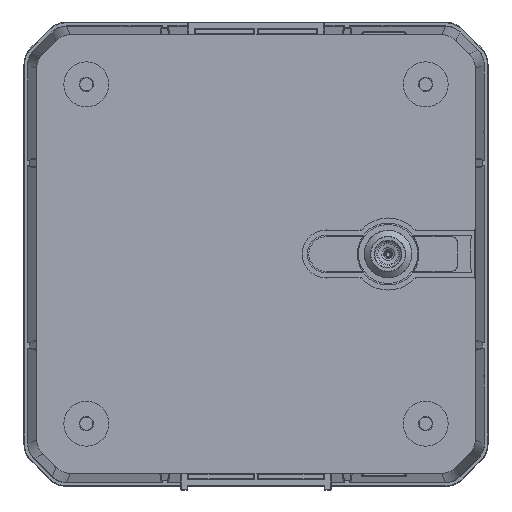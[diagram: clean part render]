
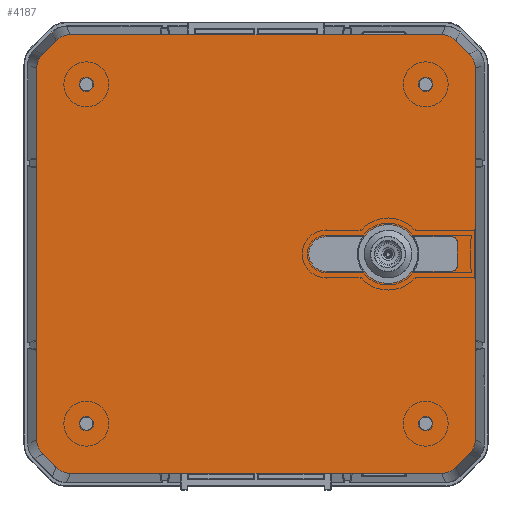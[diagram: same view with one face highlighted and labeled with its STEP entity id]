
A CAD part, top view. The second image highlights one B-rep face of the part: STEP entity #4187.
In plain terms, the highlighted face is planar.
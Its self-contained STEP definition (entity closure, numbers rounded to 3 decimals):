
#4187=ADVANCED_FACE('',(#4821,#4822,#4823,#4824,#4825,#4826),#4549,.T.);
#4549=PLANE('',#24088);
#4821=FACE_BOUND('',#6385,.T.);
#4822=FACE_BOUND('',#6386,.T.);
#4823=FACE_BOUND('',#6387,.T.);
#4824=FACE_BOUND('',#6388,.T.);
#4825=FACE_BOUND('',#6389,.T.);
#4826=FACE_BOUND('',#6390,.T.);
#6385=EDGE_LOOP('',(#15231));
#6386=EDGE_LOOP('',(#15232));
#6387=EDGE_LOOP('',(#15233));
#6388=EDGE_LOOP('',(#15234));
#6389=EDGE_LOOP('',(#15235,#15236,#15237,#15238,#15239,#15240,#15241,#15242,
#15243,#15244,#15245,#15246,#15247,#15248,#15249,#15250));
#6390=EDGE_LOOP('',(#15251,#15252,#15253,#15254,#15255,#15256,#15257,#15258,
#15259,#15260));
#7606=LINE('',#48037,#8833);
#7607=LINE('',#48042,#8834);
#7608=LINE('',#48046,#8835);
#7609=LINE('',#48050,#8836);
#7610=LINE('',#48054,#8837);
#7611=LINE('',#48058,#8838);
#7612=LINE('',#48062,#8839);
#7613=LINE('',#48066,#8840);
#7614=LINE('',#48069,#8841);
#7615=LINE('',#48074,#8842);
#7616=LINE('',#48078,#8843);
#7617=LINE('',#48082,#8844);
#7618=LINE('',#48086,#8845);
#8833=VECTOR('',#30530,1.);
#8834=VECTOR('',#30533,1.);
#8835=VECTOR('',#30536,1.);
#8836=VECTOR('',#30539,1.);
#8837=VECTOR('',#30542,1.);
#8838=VECTOR('',#30545,1.);
#8839=VECTOR('',#30548,1.);
#8840=VECTOR('',#30551,1.);
#8841=VECTOR('',#30554,1.);
#8842=VECTOR('',#30557,1.);
#8843=VECTOR('',#30560,1.);
#8844=VECTOR('',#30563,1.);
#8845=VECTOR('',#30566,1.);
#15231=ORIENTED_EDGE('',*,*,#20187,.T.);
#15232=ORIENTED_EDGE('',*,*,#20188,.F.);
#15233=ORIENTED_EDGE('',*,*,#20189,.T.);
#15234=ORIENTED_EDGE('',*,*,#20190,.F.);
#15235=ORIENTED_EDGE('',*,*,#20191,.F.);
#15236=ORIENTED_EDGE('',*,*,#20192,.T.);
#15237=ORIENTED_EDGE('',*,*,#20193,.F.);
#15238=ORIENTED_EDGE('',*,*,#20194,.T.);
#15239=ORIENTED_EDGE('',*,*,#20195,.F.);
#15240=ORIENTED_EDGE('',*,*,#20196,.T.);
#15241=ORIENTED_EDGE('',*,*,#20197,.F.);
#15242=ORIENTED_EDGE('',*,*,#20198,.T.);
#15243=ORIENTED_EDGE('',*,*,#20199,.F.);
#15244=ORIENTED_EDGE('',*,*,#20200,.T.);
#15245=ORIENTED_EDGE('',*,*,#20201,.F.);
#15246=ORIENTED_EDGE('',*,*,#20202,.T.);
#15247=ORIENTED_EDGE('',*,*,#20203,.F.);
#15248=ORIENTED_EDGE('',*,*,#20204,.T.);
#15249=ORIENTED_EDGE('',*,*,#20205,.F.);
#15250=ORIENTED_EDGE('',*,*,#20206,.T.);
#15251=ORIENTED_EDGE('',*,*,#20207,.T.);
#15252=ORIENTED_EDGE('',*,*,#20208,.T.);
#15253=ORIENTED_EDGE('',*,*,#20209,.T.);
#15254=ORIENTED_EDGE('',*,*,#20210,.T.);
#15255=ORIENTED_EDGE('',*,*,#20211,.T.);
#15256=ORIENTED_EDGE('',*,*,#20212,.T.);
#15257=ORIENTED_EDGE('',*,*,#20213,.T.);
#15258=ORIENTED_EDGE('',*,*,#20214,.T.);
#15259=ORIENTED_EDGE('',*,*,#20215,.T.);
#15260=ORIENTED_EDGE('',*,*,#20216,.T.);
#17130=VERTEX_POINT('',#48030);
#17131=VERTEX_POINT('',#48032);
#17132=VERTEX_POINT('',#48034);
#17133=VERTEX_POINT('',#48036);
#17134=VERTEX_POINT('',#48038);
#17135=VERTEX_POINT('',#48039);
#17136=VERTEX_POINT('',#48041);
#17137=VERTEX_POINT('',#48043);
#17138=VERTEX_POINT('',#48045);
#17139=VERTEX_POINT('',#48047);
#17140=VERTEX_POINT('',#48049);
#17141=VERTEX_POINT('',#48051);
#17142=VERTEX_POINT('',#48053);
#17143=VERTEX_POINT('',#48055);
#17144=VERTEX_POINT('',#48057);
#17145=VERTEX_POINT('',#48059);
#17146=VERTEX_POINT('',#48061);
#17147=VERTEX_POINT('',#48063);
#17148=VERTEX_POINT('',#48065);
#17149=VERTEX_POINT('',#48067);
#17150=VERTEX_POINT('',#48070);
#17151=VERTEX_POINT('',#48071);
#17152=VERTEX_POINT('',#48073);
#17153=VERTEX_POINT('',#48075);
#17154=VERTEX_POINT('',#48077);
#17155=VERTEX_POINT('',#48079);
#17156=VERTEX_POINT('',#48081);
#17157=VERTEX_POINT('',#48083);
#17158=VERTEX_POINT('',#48085);
#17159=VERTEX_POINT('',#48087);
#20187=EDGE_CURVE('',#17130,#17130,#21421,.T.);
#20188=EDGE_CURVE('',#17131,#17131,#21422,.T.);
#20189=EDGE_CURVE('',#17132,#17132,#21423,.T.);
#20190=EDGE_CURVE('',#17133,#17133,#21424,.T.);
#20191=EDGE_CURVE('',#17134,#17135,#7606,.T.);
#20192=EDGE_CURVE('',#17134,#17136,#21425,.T.);
#20193=EDGE_CURVE('',#17137,#17136,#7607,.T.);
#20194=EDGE_CURVE('',#17137,#17138,#21426,.T.);
#20195=EDGE_CURVE('',#17139,#17138,#7608,.T.);
#20196=EDGE_CURVE('',#17139,#17140,#21427,.T.);
#20197=EDGE_CURVE('',#17141,#17140,#7609,.T.);
#20198=EDGE_CURVE('',#17141,#17142,#21428,.T.);
#20199=EDGE_CURVE('',#17143,#17142,#7610,.T.);
#20200=EDGE_CURVE('',#17143,#17144,#21429,.T.);
#20201=EDGE_CURVE('',#17145,#17144,#7611,.T.);
#20202=EDGE_CURVE('',#17145,#17146,#21430,.T.);
#20203=EDGE_CURVE('',#17147,#17146,#7612,.T.);
#20204=EDGE_CURVE('',#17147,#17148,#21431,.T.);
#20205=EDGE_CURVE('',#17149,#17148,#7613,.T.);
#20206=EDGE_CURVE('',#17149,#17135,#21432,.T.);
#20207=EDGE_CURVE('',#17150,#17151,#7614,.T.);
#20208=EDGE_CURVE('',#17151,#17152,#21433,.T.);
#20209=EDGE_CURVE('',#17152,#17153,#7615,.T.);
#20210=EDGE_CURVE('',#17153,#17154,#21434,.T.);
#20211=EDGE_CURVE('',#17154,#17155,#7616,.T.);
#20212=EDGE_CURVE('',#17155,#17156,#21435,.T.);
#20213=EDGE_CURVE('',#17156,#17157,#7617,.T.);
#20214=EDGE_CURVE('',#17157,#17158,#21436,.T.);
#20215=EDGE_CURVE('',#17158,#17159,#7618,.T.);
#20216=EDGE_CURVE('',#17159,#17150,#21437,.T.);
#21421=CIRCLE('',#24071,3.25);
#21422=CIRCLE('',#24072,3.25);
#21423=CIRCLE('',#24073,3.25);
#21424=CIRCLE('',#24074,3.25);
#21425=CIRCLE('',#24075,10.);
#21426=CIRCLE('',#24076,10.);
#21427=CIRCLE('',#24077,10.);
#21428=CIRCLE('',#24078,10.);
#21429=CIRCLE('',#24079,10.);
#21430=CIRCLE('',#24080,10.);
#21431=CIRCLE('',#24081,10.);
#21432=CIRCLE('',#24082,10.);
#21433=CIRCLE('',#24083,2.5);
#21434=CIRCLE('',#24084,2.5);
#21435=CIRCLE('',#24085,14.5);
#21436=CIRCLE('',#24086,8.5);
#21437=CIRCLE('',#24087,14.5);
#24071=AXIS2_PLACEMENT_3D('',#48029,#30522,#30523);
#24072=AXIS2_PLACEMENT_3D('',#48031,#30524,#30525);
#24073=AXIS2_PLACEMENT_3D('',#48033,#30526,#30527);
#24074=AXIS2_PLACEMENT_3D('',#48035,#30528,#30529);
#24075=AXIS2_PLACEMENT_3D('',#48040,#30531,#30532);
#24076=AXIS2_PLACEMENT_3D('',#48044,#30534,#30535);
#24077=AXIS2_PLACEMENT_3D('',#48048,#30537,#30538);
#24078=AXIS2_PLACEMENT_3D('',#48052,#30540,#30541);
#24079=AXIS2_PLACEMENT_3D('',#48056,#30543,#30544);
#24080=AXIS2_PLACEMENT_3D('',#48060,#30546,#30547);
#24081=AXIS2_PLACEMENT_3D('',#48064,#30549,#30550);
#24082=AXIS2_PLACEMENT_3D('',#48068,#30552,#30553);
#24083=AXIS2_PLACEMENT_3D('',#48072,#30555,#30556);
#24084=AXIS2_PLACEMENT_3D('',#48076,#30558,#30559);
#24085=AXIS2_PLACEMENT_3D('',#48080,#30561,#30562);
#24086=AXIS2_PLACEMENT_3D('',#48084,#30564,#30565);
#24087=AXIS2_PLACEMENT_3D('',#48088,#30567,#30568);
#24088=AXIS2_PLACEMENT_3D('',#48089,#30569,#30570);
#30522=DIRECTION('',(0.,0.,1.));
#30523=DIRECTION('',(1.,0.,0.));
#30524=DIRECTION('',(0.,0.,-1.));
#30525=DIRECTION('',(-1.,0.,0.));
#30526=DIRECTION('',(0.,0.,1.));
#30527=DIRECTION('',(-1.,0.,0.));
#30528=DIRECTION('',(0.,0.,-1.));
#30529=DIRECTION('',(1.,0.,0.));
#30530=DIRECTION('',(1.,0.,0.));
#30531=DIRECTION('',(0.,0.,-1.));
#30532=DIRECTION('',(-1.,0.,0.));
#30533=DIRECTION('',(0.707,-0.707,0.));
#30534=DIRECTION('',(0.,0.,-1.));
#30535=DIRECTION('',(-1.,0.,0.));
#30536=DIRECTION('',(0.,-1.,0.));
#30537=DIRECTION('',(0.,0.,-1.));
#30538=DIRECTION('',(-1.,0.,0.));
#30539=DIRECTION('',(-0.707,-0.707,0.));
#30540=DIRECTION('',(0.,0.,-1.));
#30541=DIRECTION('',(-1.,0.,0.));
#30542=DIRECTION('',(-1.,0.,0.));
#30543=DIRECTION('',(0.,0.,-1.));
#30544=DIRECTION('',(-1.,0.,0.));
#30545=DIRECTION('',(-0.707,0.707,0.));
#30546=DIRECTION('',(0.,0.,-1.));
#30547=DIRECTION('',(-1.,0.,0.));
#30548=DIRECTION('',(0.,1.,0.));
#30549=DIRECTION('',(0.,0.,-1.));
#30550=DIRECTION('',(-1.,0.,0.));
#30551=DIRECTION('',(0.707,0.707,0.));
#30552=DIRECTION('',(0.,0.,-1.));
#30553=DIRECTION('',(-1.,0.,0.));
#30554=DIRECTION('',(0.,-1.,0.));
#30555=DIRECTION('',(0.,0.,1.));
#30556=DIRECTION('',(-1.,0.,0.));
#30557=DIRECTION('',(1.,0.,0.));
#30558=DIRECTION('',(0.,0.,1.));
#30559=DIRECTION('',(-1.,0.,0.));
#30560=DIRECTION('',(0.,1.,0.));
#30561=DIRECTION('',(0.,0.,1.));
#30562=DIRECTION('',(-1.,0.,0.));
#30563=DIRECTION('',(0.,1.,0.));
#30564=DIRECTION('',(0.,0.,1.));
#30565=DIRECTION('',(-1.,0.,0.));
#30566=DIRECTION('',(0.,-1.,0.));
#30567=DIRECTION('',(0.,0.,1.));
#30568=DIRECTION('',(-1.,0.,0.));
#30569=DIRECTION('',(0.,0.,-1.));
#30570=DIRECTION('',(-1.,0.,0.));
#48029=CARTESIAN_POINT('',(-311.9,-83.5,-1.5));
#48030=CARTESIAN_POINT('',(-308.65,-83.5,-1.5));
#48031=CARTESIAN_POINT('',(-144.9,-83.5,-1.5));
#48032=CARTESIAN_POINT('',(-148.15,-83.5,-1.5));
#48033=CARTESIAN_POINT('',(-144.9,83.5,-1.5));
#48034=CARTESIAN_POINT('',(-148.15,83.5,-1.5));
#48035=CARTESIAN_POINT('',(-311.9,83.5,-1.5));
#48036=CARTESIAN_POINT('',(-308.65,83.5,-1.5));
#48037=CARTESIAN_POINT('',(-323.65,-108.,-1.5));
#48038=CARTESIAN_POINT('',(-319.508,-108.,-1.5));
#48039=CARTESIAN_POINT('',(-137.292,-108.,-1.5));
#48040=CARTESIAN_POINT('',(-319.508,-98.,-1.5));
#48041=CARTESIAN_POINT('',(-326.579,-105.071,-1.5));
#48042=CARTESIAN_POINT('',(-336.4,-95.25,-1.5));
#48043=CARTESIAN_POINT('',(-333.471,-98.179,-1.5));
#48044=CARTESIAN_POINT('',(-326.4,-91.108,-1.5));
#48045=CARTESIAN_POINT('',(-336.4,-91.108,-1.5));
#48046=CARTESIAN_POINT('',(-336.4,95.25,-1.5));
#48047=CARTESIAN_POINT('',(-336.4,91.108,-1.5));
#48048=CARTESIAN_POINT('',(-326.4,91.108,-1.5));
#48049=CARTESIAN_POINT('',(-333.471,98.179,-1.5));
#48050=CARTESIAN_POINT('',(-323.65,108.,-1.5));
#48051=CARTESIAN_POINT('',(-326.579,105.071,-1.5));
#48052=CARTESIAN_POINT('',(-319.508,98.,-1.5));
#48053=CARTESIAN_POINT('',(-319.508,108.,-1.5));
#48054=CARTESIAN_POINT('',(-133.15,108.,-1.5));
#48055=CARTESIAN_POINT('',(-137.292,108.,-1.5));
#48056=CARTESIAN_POINT('',(-137.292,98.,-1.5));
#48057=CARTESIAN_POINT('',(-130.221,105.071,-1.5));
#48058=CARTESIAN_POINT('',(-120.4,95.25,-1.5));
#48059=CARTESIAN_POINT('',(-123.329,98.179,-1.5));
#48060=CARTESIAN_POINT('',(-130.4,91.108,-1.5));
#48061=CARTESIAN_POINT('',(-120.4,91.108,-1.5));
#48062=CARTESIAN_POINT('',(-120.4,-95.25,-1.5));
#48063=CARTESIAN_POINT('',(-120.4,-91.108,-1.5));
#48064=CARTESIAN_POINT('',(-130.4,-91.108,-1.5));
#48065=CARTESIAN_POINT('',(-123.329,-98.179,-1.5));
#48066=CARTESIAN_POINT('',(-133.15,-108.,-1.5));
#48067=CARTESIAN_POINT('',(-130.221,-105.071,-1.5));
#48068=CARTESIAN_POINT('',(-137.292,-98.,-1.5));
#48069=CARTESIAN_POINT('',(-236.9,83.5,-1.5));
#48070=CARTESIAN_POINT('',(-236.9,-76.747,-1.5));
#48071=CARTESIAN_POINT('',(-236.9,-96.5,-1.5));
#48072=CARTESIAN_POINT('',(-234.4,-96.5,-1.5));
#48073=CARTESIAN_POINT('',(-234.4,-99.,-1.5));
#48074=CARTESIAN_POINT('',(-311.9,-99.,-1.5));
#48075=CARTESIAN_POINT('',(-222.4,-99.,-1.5));
#48076=CARTESIAN_POINT('',(-222.4,-96.5,-1.5));
#48077=CARTESIAN_POINT('',(-219.9,-96.5,-1.5));
#48078=CARTESIAN_POINT('',(-219.9,83.5,-1.5));
#48079=CARTESIAN_POINT('',(-219.9,-76.747,-1.5));
#48080=CARTESIAN_POINT('',(-228.4,-65.,-1.5));
#48081=CARTESIAN_POINT('',(-219.9,-53.253,-1.5));
#48082=CARTESIAN_POINT('',(-219.9,83.5,-1.5));
#48083=CARTESIAN_POINT('',(-219.9,-34.5,-1.5));
#48084=CARTESIAN_POINT('',(-228.4,-34.5,-1.5));
#48085=CARTESIAN_POINT('',(-236.9,-34.5,-1.5));
#48086=CARTESIAN_POINT('',(-236.9,83.5,-1.5));
#48087=CARTESIAN_POINT('',(-236.9,-53.253,-1.5));
#48088=CARTESIAN_POINT('',(-228.4,-65.,-1.5));
#48089=CARTESIAN_POINT('',(-311.9,83.5,-1.5));
